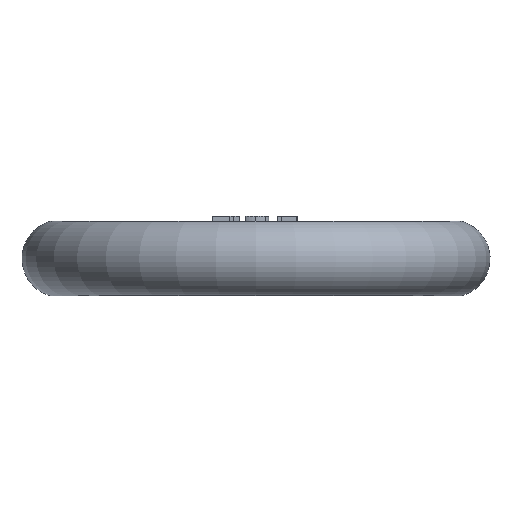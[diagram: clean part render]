
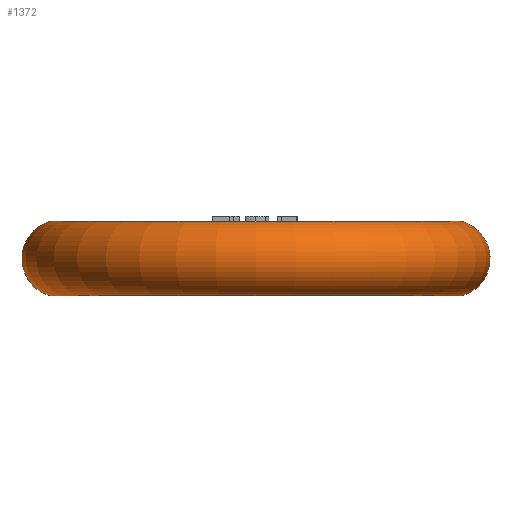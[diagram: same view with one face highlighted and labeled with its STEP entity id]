
A CAD part, front view. The second image highlights one B-rep face of the part: STEP entity #1372.
In plain terms, the highlighted toroidal (fillet/blend) face has major radius 26.214 mm and minor radius 5.163 mm.
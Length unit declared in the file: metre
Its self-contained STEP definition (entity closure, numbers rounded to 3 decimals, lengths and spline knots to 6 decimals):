
#29=TOROIDAL_SURFACE('',#1477,0.026214,0.005163);
#68=B_SPLINE_CURVE_WITH_KNOTS('',3,(#2444,#2445,#2446,#2447,#2448,#2449,
#2450),.UNSPECIFIED.,.F.,.F.,(4,1,1,1,4),(0.00009,0.003478,
0.006866,0.010255,0.013643),
 .UNSPECIFIED.);
#69=B_SPLINE_CURVE_WITH_KNOTS('',3,(#2452,#2453,#2454,#2455,#2456,#2457,
#2458),.UNSPECIFIED.,.F.,.F.,(4,1,1,1,4),(0.,0.003393,0.006787,
0.01018,0.013573),.UNSPECIFIED.);
#375=CIRCLE('',#1439,0.0275);
#380=CIRCLE('',#1445,0.0275);
#743=ORIENTED_EDGE('',*,*,#953,.F.);
#744=ORIENTED_EDGE('',*,*,#880,.F.);
#745=ORIENTED_EDGE('',*,*,#952,.T.);
#746=ORIENTED_EDGE('',*,*,#842,.T.);
#842=EDGE_CURVE('',#1015,#1014,#375,.T.);
#880=EDGE_CURVE('',#1050,#1051,#380,.T.);
#952=EDGE_CURVE('',#1050,#1015,#68,.T.);
#953=EDGE_CURVE('',#1051,#1014,#69,.T.);
#1014=VERTEX_POINT('',#1961);
#1015=VERTEX_POINT('',#1963);
#1050=VERTEX_POINT('',#2080);
#1051=VERTEX_POINT('',#2082);
#1180=EDGE_LOOP('',(#743,#744,#745,#746));
#1280=FACE_BOUND('',#1180,.T.);
#1372=ADVANCED_FACE('',(#1280),#29,.T.);
#1439=AXIS2_PLACEMENT_3D('',#1962,#1629,#1630);
#1445=AXIS2_PLACEMENT_3D('',#2081,#1660,#1661);
#1477=AXIS2_PLACEMENT_3D('',#2451,#1772,#1773);
#1629=DIRECTION('',(0.,0.,1.));
#1630=DIRECTION('',(1.,0.,0.));
#1660=DIRECTION('',(0.,0.,1.));
#1661=DIRECTION('',(1.,0.,0.));
#1772=DIRECTION('',(0.,0.,1.));
#1773=DIRECTION('',(1.,0.,0.));
#1961=CARTESIAN_POINT('',(0.021213,0.0175,0.));
#1962=CARTESIAN_POINT('',(0.,0.,0.));
#1963=CARTESIAN_POINT('',(-0.021213,0.0175,0.));
#2080=CARTESIAN_POINT('',(-0.021213,0.0175,0.01));
#2081=CARTESIAN_POINT('',(0.,0.,0.01));
#2082=CARTESIAN_POINT('',(0.021213,0.0175,0.01));
#2444=CARTESIAN_POINT('',(-0.021213,0.0175,0.01));
#2445=CARTESIAN_POINT('',(-0.022137,0.018117,0.009716));
#2446=CARTESIAN_POINT('',(-0.023782,0.019238,0.008411));
#2447=CARTESIAN_POINT('',(-0.024756,0.019907,0.005007));
#2448=CARTESIAN_POINT('',(-0.023795,0.019247,0.001605));
#2449=CARTESIAN_POINT('',(-0.022137,0.018117,0.000284));
#2450=CARTESIAN_POINT('',(-0.021213,0.0175,0.));
#2451=CARTESIAN_POINT('',(0.,0.,0.005));
#2452=CARTESIAN_POINT('',(0.021213,0.0175,0.01));
#2453=CARTESIAN_POINT('',(0.022137,0.018118,0.009716));
#2454=CARTESIAN_POINT('',(0.023783,0.019239,0.008409));
#2455=CARTESIAN_POINT('',(0.024757,0.019908,0.005004));
#2456=CARTESIAN_POINT('',(0.023789,0.019243,0.001598));
#2457=CARTESIAN_POINT('',(0.022137,0.018118,0.000284));
#2458=CARTESIAN_POINT('',(0.021213,0.0175,0.));
